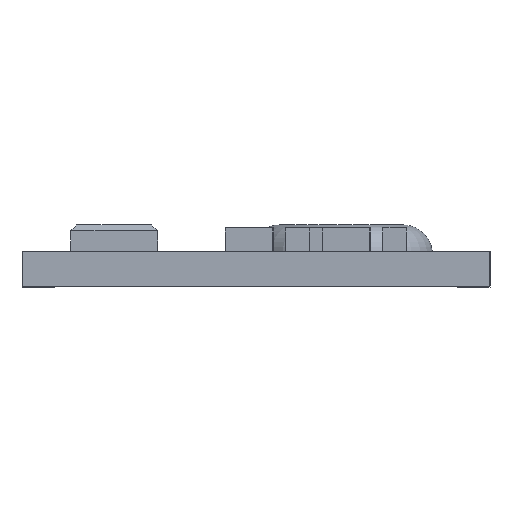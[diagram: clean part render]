
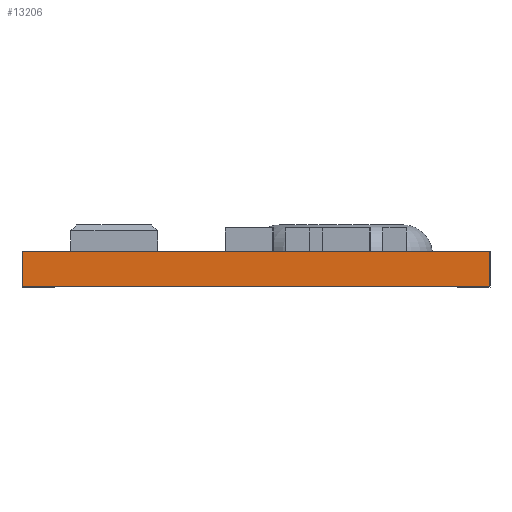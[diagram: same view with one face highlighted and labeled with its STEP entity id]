
A CAD part, front view. The second image highlights one B-rep face of the part: STEP entity #13206.
In plain terms, the highlighted planar face has unit normal (0, -1, 0).
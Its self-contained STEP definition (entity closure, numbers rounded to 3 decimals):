
#266 = PLANE('',#267);
#267 = AXIS2_PLACEMENT_3D('',#268,#269,#270);
#268 = CARTESIAN_POINT('',(-7.95,-8.05,0.01));
#269 = DIRECTION('',(0.,0.,1.));
#270 = DIRECTION('',(0.,-1.,0.));
#689 = PLANE('',#690);
#690 = AXIS2_PLACEMENT_3D('',#691,#692,#693);
#691 = CARTESIAN_POINT('',(-7.95,-8.05,1.21));
#692 = DIRECTION('',(0.,0.,-1.));
#693 = DIRECTION('',(1.,0.,0.));
#5457 = VERTEX_POINT('',#5458);
#5458 = CARTESIAN_POINT('',(-7.95,-8.05,1.21));
#5472 = PLANE('',#5473);
#5473 = AXIS2_PLACEMENT_3D('',#5474,#5475,#5476);
#5474 = CARTESIAN_POINT('',(-7.95,-8.05,0.01));
#5475 = DIRECTION('',(1.,0.,0.));
#5476 = DIRECTION('',(0.,1.,0.));
#5484 = EDGE_CURVE('',#5485,#5457,#5487,.T.);
#5485 = VERTEX_POINT('',#5486);
#5486 = CARTESIAN_POINT('',(7.95,-8.05,1.21));
#5487 = SURFACE_CURVE('',#5488,(#5492,#5499),.PCURVE_S1.);
#5488 = LINE('',#5489,#5490);
#5489 = CARTESIAN_POINT('',(-7.95,-8.05,1.21));
#5490 = VECTOR('',#5491,1.);
#5491 = DIRECTION('',(-1.,0.,0.));
#5492 = PCURVE('',#689,#5493);
#5493 = DEFINITIONAL_REPRESENTATION('',(#5494),#5498);
#5494 = LINE('',#5495,#5496);
#5495 = CARTESIAN_POINT('',(0.,0.));
#5496 = VECTOR('',#5497,1.);
#5497 = DIRECTION('',(-1.,0.));
#5498 = ( GEOMETRIC_REPRESENTATION_CONTEXT(2) 
PARAMETRIC_REPRESENTATION_CONTEXT() REPRESENTATION_CONTEXT('2D SPACE',''
  ) );
#5499 = PCURVE('',#5500,#5505);
#5500 = PLANE('',#5501);
#5501 = AXIS2_PLACEMENT_3D('',#5502,#5503,#5504);
#5502 = CARTESIAN_POINT('',(-7.95,-8.05,0.01));
#5503 = DIRECTION('',(0.,1.,0.));
#5504 = DIRECTION('',(-1.,0.,0.));
#5505 = DEFINITIONAL_REPRESENTATION('',(#5506),#5510);
#5506 = LINE('',#5507,#5508);
#5507 = CARTESIAN_POINT('',(0.,1.2));
#5508 = VECTOR('',#5509,1.);
#5509 = DIRECTION('',(1.,0.));
#5510 = ( GEOMETRIC_REPRESENTATION_CONTEXT(2) 
PARAMETRIC_REPRESENTATION_CONTEXT() REPRESENTATION_CONTEXT('2D SPACE',''
  ) );
#5528 = PLANE('',#5529);
#5529 = AXIS2_PLACEMENT_3D('',#5530,#5531,#5532);
#5530 = CARTESIAN_POINT('',(7.95,-8.05,0.01));
#5531 = DIRECTION('',(-1.,0.,0.));
#5532 = DIRECTION('',(0.,-1.,0.));
#11756 = VERTEX_POINT('',#11757);
#11757 = CARTESIAN_POINT('',(7.95,-8.05,0.01));
#11778 = EDGE_CURVE('',#11779,#11756,#11781,.T.);
#11779 = VERTEX_POINT('',#11780);
#11780 = CARTESIAN_POINT('',(-7.95,-8.05,0.01));
#11781 = SURFACE_CURVE('',#11782,(#11786,#11793),.PCURVE_S1.);
#11782 = LINE('',#11783,#11784);
#11783 = CARTESIAN_POINT('',(-7.95,-8.05,0.01));
#11784 = VECTOR('',#11785,1.);
#11785 = DIRECTION('',(1.,0.,0.));
#11786 = PCURVE('',#266,#11787);
#11787 = DEFINITIONAL_REPRESENTATION('',(#11788),#11792);
#11788 = LINE('',#11789,#11790);
#11789 = CARTESIAN_POINT('',(0.,0.));
#11790 = VECTOR('',#11791,1.);
#11791 = DIRECTION('',(0.,1.));
#11792 = ( GEOMETRIC_REPRESENTATION_CONTEXT(2) 
PARAMETRIC_REPRESENTATION_CONTEXT() REPRESENTATION_CONTEXT('2D SPACE',''
  ) );
#11793 = PCURVE('',#5500,#11794);
#11794 = DEFINITIONAL_REPRESENTATION('',(#11795),#11799);
#11795 = LINE('',#11796,#11797);
#11796 = CARTESIAN_POINT('',(0.,0.));
#11797 = VECTOR('',#11798,1.);
#11798 = DIRECTION('',(-1.,0.));
#11799 = ( GEOMETRIC_REPRESENTATION_CONTEXT(2) 
PARAMETRIC_REPRESENTATION_CONTEXT() REPRESENTATION_CONTEXT('2D SPACE',''
  ) );
#12809 = EDGE_CURVE('',#11756,#5485,#12810,.T.);
#12810 = SURFACE_CURVE('',#12811,(#12815,#12822),.PCURVE_S1.);
#12811 = LINE('',#12812,#12813);
#12812 = CARTESIAN_POINT('',(7.95,-8.05,0.01));
#12813 = VECTOR('',#12814,1.);
#12814 = DIRECTION('',(0.,0.,1.));
#12815 = PCURVE('',#5528,#12816);
#12816 = DEFINITIONAL_REPRESENTATION('',(#12817),#12821);
#12817 = LINE('',#12818,#12819);
#12818 = CARTESIAN_POINT('',(0.,0.));
#12819 = VECTOR('',#12820,1.);
#12820 = DIRECTION('',(0.,1.));
#12821 = ( GEOMETRIC_REPRESENTATION_CONTEXT(2) 
PARAMETRIC_REPRESENTATION_CONTEXT() REPRESENTATION_CONTEXT('2D SPACE',''
  ) );
#12822 = PCURVE('',#5500,#12823);
#12823 = DEFINITIONAL_REPRESENTATION('',(#12824),#12828);
#12824 = LINE('',#12825,#12826);
#12825 = CARTESIAN_POINT('',(-15.9,0.));
#12826 = VECTOR('',#12827,1.);
#12827 = DIRECTION('',(0.,1.));
#12828 = ( GEOMETRIC_REPRESENTATION_CONTEXT(2) 
PARAMETRIC_REPRESENTATION_CONTEXT() REPRESENTATION_CONTEXT('2D SPACE',''
  ) );
#13185 = EDGE_CURVE('',#5457,#11779,#13186,.T.);
#13186 = SURFACE_CURVE('',#13187,(#13191,#13198),.PCURVE_S1.);
#13187 = LINE('',#13188,#13189);
#13188 = CARTESIAN_POINT('',(-7.95,-8.05,0.01));
#13189 = VECTOR('',#13190,1.);
#13190 = DIRECTION('',(-0.,0.,-1.));
#13191 = PCURVE('',#5472,#13192);
#13192 = DEFINITIONAL_REPRESENTATION('',(#13193),#13197);
#13193 = LINE('',#13194,#13195);
#13194 = CARTESIAN_POINT('',(0.,0.));
#13195 = VECTOR('',#13196,1.);
#13196 = DIRECTION('',(0.,-1.));
#13197 = ( GEOMETRIC_REPRESENTATION_CONTEXT(2) 
PARAMETRIC_REPRESENTATION_CONTEXT() REPRESENTATION_CONTEXT('2D SPACE',''
  ) );
#13198 = PCURVE('',#5500,#13199);
#13199 = DEFINITIONAL_REPRESENTATION('',(#13200),#13204);
#13200 = LINE('',#13201,#13202);
#13201 = CARTESIAN_POINT('',(0.,0.));
#13202 = VECTOR('',#13203,1.);
#13203 = DIRECTION('',(0.,-1.));
#13204 = ( GEOMETRIC_REPRESENTATION_CONTEXT(2) 
PARAMETRIC_REPRESENTATION_CONTEXT() REPRESENTATION_CONTEXT('2D SPACE',''
  ) );
#13206 = ADVANCED_FACE('',(#13207),#5500,.F.);
#13207 = FACE_BOUND('',#13208,.T.);
#13208 = EDGE_LOOP('',(#13209,#13210,#13211,#13212));
#13209 = ORIENTED_EDGE('',*,*,#13185,.T.);
#13210 = ORIENTED_EDGE('',*,*,#11778,.T.);
#13211 = ORIENTED_EDGE('',*,*,#12809,.T.);
#13212 = ORIENTED_EDGE('',*,*,#5484,.T.);
